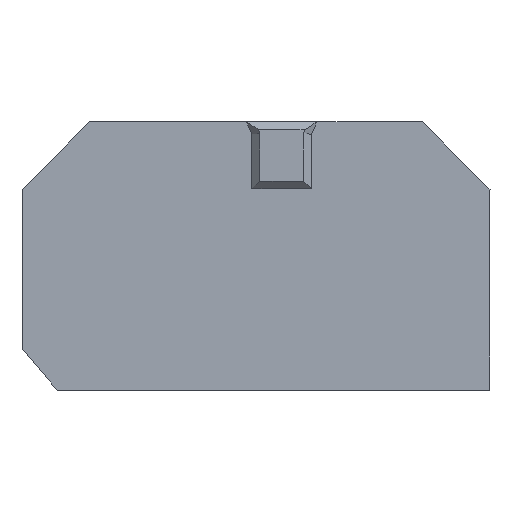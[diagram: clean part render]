
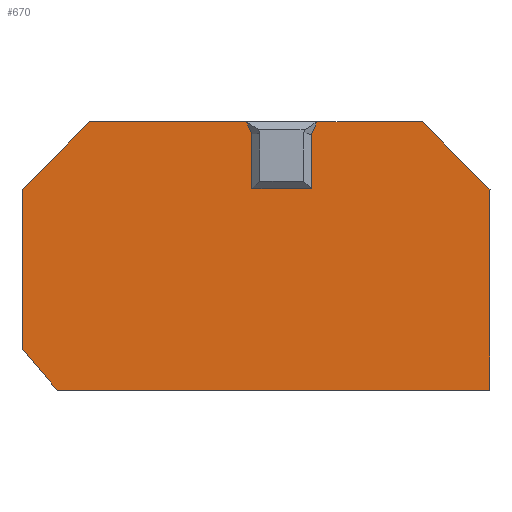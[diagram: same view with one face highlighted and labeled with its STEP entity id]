
A CAD part, left-side view. The second image highlights one B-rep face of the part: STEP entity #670.
In plain terms, the highlighted planar face has unit normal (-1, 0, 0).
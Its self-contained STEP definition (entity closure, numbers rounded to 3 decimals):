
#578=AXIS2_PLACEMENT_3D('Plane Axis2P3D',#575,#576,#577) ;
#493=CARTESIAN_POINT('Vertex',(0.,32.668,36.)) ;
#496=CARTESIAN_POINT('Line Origine',(0.,32.309,35.15)) ;
#500=CARTESIAN_POINT('Vertex',(0.,31.95,34.3)) ;
#558=CARTESIAN_POINT('Vertex',(0.,53.75,36.)) ;
#561=CARTESIAN_POINT('Line Origine',(0.,43.209,36.)) ;
#575=CARTESIAN_POINT('Axis2P3D Location',(0.,37.076,0.3)) ;
#580=CARTESIAN_POINT('Line Origine',(0.,0.,13.475)) ;
#584=CARTESIAN_POINT('Vertex',(0.,0.,26.95)) ;
#586=CARTESIAN_POINT('Vertex',(0.,0.,0.)) ;
#589=CARTESIAN_POINT('Line Origine',(0.,4.525,31.475)) ;
#593=CARTESIAN_POINT('Vertex',(0.,9.05,36.)) ;
#596=CARTESIAN_POINT('Line Origine',(0.,16.141,36.)) ;
#600=CARTESIAN_POINT('Vertex',(0.,23.232,36.)) ;
#603=CARTESIAN_POINT('Line Origine',(0.,23.591,35.15)) ;
#607=CARTESIAN_POINT('Vertex',(0.,23.95,34.3)) ;
#610=CARTESIAN_POINT('Line Origine',(0.,23.95,30.65)) ;
#614=CARTESIAN_POINT('Vertex',(0.,23.95,27.)) ;
#617=CARTESIAN_POINT('Line Origine',(0.,27.95,27.)) ;
#621=CARTESIAN_POINT('Vertex',(0.,31.95,27.)) ;
#624=CARTESIAN_POINT('Line Origine',(0.,31.95,30.65)) ;
#629=CARTESIAN_POINT('Line Origine',(0.,58.275,31.475)) ;
#633=CARTESIAN_POINT('Vertex',(0.,62.8,26.95)) ;
#636=CARTESIAN_POINT('Line Origine',(0.,62.8,16.274)) ;
#640=CARTESIAN_POINT('Vertex',(0.,62.8,5.598)) ;
#643=CARTESIAN_POINT('Line Origine',(0.,60.45,2.799)) ;
#647=CARTESIAN_POINT('Vertex',(0.,58.099,0.)) ;
#650=CARTESIAN_POINT('Line Origine',(0.,29.05,0.)) ;
#497=DIRECTION('Vector Direction',(0.,-0.389,-0.921)) ;
#562=DIRECTION('Vector Direction',(0.,-1.,0.)) ;
#576=DIRECTION('Axis2P3D Direction',(1.,0.,0.)) ;
#577=DIRECTION('Axis2P3D XDirection',(0.,1.,0.)) ;
#581=DIRECTION('Vector Direction',(0.,0.,-1.)) ;
#590=DIRECTION('Vector Direction',(0.,-0.707,-0.707)) ;
#597=DIRECTION('Vector Direction',(0.,-1.,0.)) ;
#604=DIRECTION('Vector Direction',(0.,-0.389,0.921)) ;
#611=DIRECTION('Vector Direction',(0.,0.,1.)) ;
#618=DIRECTION('Vector Direction',(0.,-1.,0.)) ;
#625=DIRECTION('Vector Direction',(0.,0.,-1.)) ;
#630=DIRECTION('Vector Direction',(0.,-0.707,0.707)) ;
#637=DIRECTION('Vector Direction',(0.,0.,1.)) ;
#644=DIRECTION('Vector Direction',(0.,0.643,0.766)) ;
#651=DIRECTION('Vector Direction',(0.,1.,0.)) ;
#498=VECTOR('Line Direction',#497,1.) ;
#563=VECTOR('Line Direction',#562,1.) ;
#582=VECTOR('Line Direction',#581,1.) ;
#591=VECTOR('Line Direction',#590,1.) ;
#598=VECTOR('Line Direction',#597,1.) ;
#605=VECTOR('Line Direction',#604,1.) ;
#612=VECTOR('Line Direction',#611,1.) ;
#619=VECTOR('Line Direction',#618,1.) ;
#626=VECTOR('Line Direction',#625,1.) ;
#631=VECTOR('Line Direction',#630,1.) ;
#638=VECTOR('Line Direction',#637,1.) ;
#645=VECTOR('Line Direction',#644,1.) ;
#652=VECTOR('Line Direction',#651,1.) ;
#656=ORIENTED_EDGE('',*,*,#588,.F.) ;
#657=ORIENTED_EDGE('',*,*,#595,.F.) ;
#658=ORIENTED_EDGE('',*,*,#602,.F.) ;
#659=ORIENTED_EDGE('',*,*,#609,.F.) ;
#660=ORIENTED_EDGE('',*,*,#616,.F.) ;
#661=ORIENTED_EDGE('',*,*,#623,.F.) ;
#662=ORIENTED_EDGE('',*,*,#628,.F.) ;
#663=ORIENTED_EDGE('',*,*,#502,.F.) ;
#664=ORIENTED_EDGE('',*,*,#565,.F.) ;
#665=ORIENTED_EDGE('',*,*,#635,.F.) ;
#666=ORIENTED_EDGE('',*,*,#642,.F.) ;
#667=ORIENTED_EDGE('',*,*,#649,.F.) ;
#668=ORIENTED_EDGE('',*,*,#654,.F.) ;
#670=ADVANCED_FACE('Hauptk\X2\00F6\X0\rper',(#669),#579,.F.) ;
#502=EDGE_CURVE('',#494,#501,#499,.T.) ;
#565=EDGE_CURVE('',#559,#494,#564,.T.) ;
#588=EDGE_CURVE('',#585,#587,#583,.T.) ;
#595=EDGE_CURVE('',#594,#585,#592,.T.) ;
#602=EDGE_CURVE('',#601,#594,#599,.T.) ;
#609=EDGE_CURVE('',#608,#601,#606,.T.) ;
#616=EDGE_CURVE('',#615,#608,#613,.T.) ;
#623=EDGE_CURVE('',#622,#615,#620,.T.) ;
#628=EDGE_CURVE('',#501,#622,#627,.T.) ;
#635=EDGE_CURVE('',#634,#559,#632,.T.) ;
#642=EDGE_CURVE('',#641,#634,#639,.T.) ;
#649=EDGE_CURVE('',#648,#641,#646,.T.) ;
#654=EDGE_CURVE('',#587,#648,#653,.T.) ;
#655=EDGE_LOOP('',(#656,#657,#658,#659,#660,#661,#662,#663,#664,#665,#666,#667,#668)) ;
#669=FACE_OUTER_BOUND('',#655,.T.) ;
#499=LINE('Line',#496,#498) ;
#564=LINE('Line',#561,#563) ;
#583=LINE('Line',#580,#582) ;
#592=LINE('Line',#589,#591) ;
#599=LINE('Line',#596,#598) ;
#606=LINE('Line',#603,#605) ;
#613=LINE('Line',#610,#612) ;
#620=LINE('Line',#617,#619) ;
#627=LINE('Line',#624,#626) ;
#632=LINE('Line',#629,#631) ;
#639=LINE('Line',#636,#638) ;
#646=LINE('Line',#643,#645) ;
#653=LINE('Line',#650,#652) ;
#579=PLANE('',#578) ;
#494=VERTEX_POINT('',#493) ;
#501=VERTEX_POINT('',#500) ;
#559=VERTEX_POINT('',#558) ;
#585=VERTEX_POINT('',#584) ;
#587=VERTEX_POINT('',#586) ;
#594=VERTEX_POINT('',#593) ;
#601=VERTEX_POINT('',#600) ;
#608=VERTEX_POINT('',#607) ;
#615=VERTEX_POINT('',#614) ;
#622=VERTEX_POINT('',#621) ;
#634=VERTEX_POINT('',#633) ;
#641=VERTEX_POINT('',#640) ;
#648=VERTEX_POINT('',#647) ;
